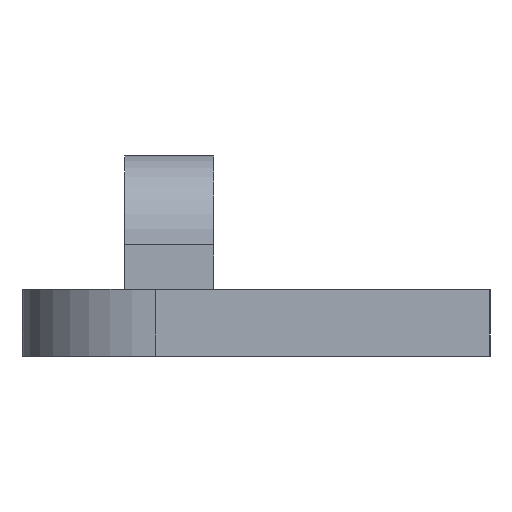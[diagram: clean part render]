
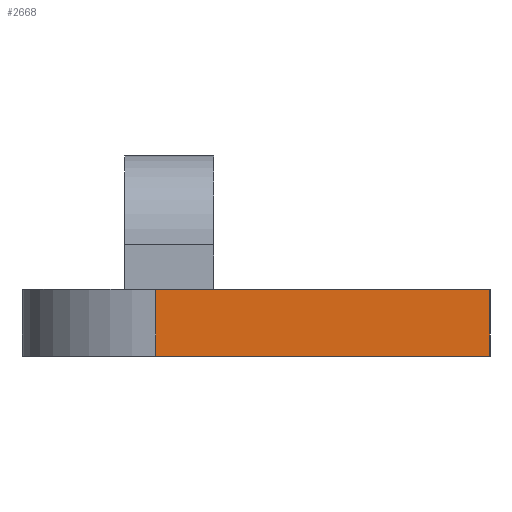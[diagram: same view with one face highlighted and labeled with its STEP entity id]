
A CAD part, left-side view. The second image highlights one B-rep face of the part: STEP entity #2668.
In plain terms, the highlighted planar face has unit normal (-1, 0, 0).
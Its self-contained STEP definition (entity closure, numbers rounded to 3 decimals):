
#73 = PLANE('',#74);
#74 = AXIS2_PLACEMENT_3D('',#75,#76,#77);
#75 = CARTESIAN_POINT('',(0.,22.524,27.));
#76 = DIRECTION('',(0.,0.,1.));
#77 = DIRECTION('',(0.,1.,0.));
#128 = PLANE('',#129);
#129 = AXIS2_PLACEMENT_3D('',#130,#131,#132);
#130 = CARTESIAN_POINT('',(0.,22.524,24.));
#131 = DIRECTION('',(0.,0.,-1.));
#132 = DIRECTION('',(0.,-1.,0.));
#623 = VERTEX_POINT('',#624);
#624 = CARTESIAN_POINT('',(-99.,6.6,24.));
#638 = PLANE('',#639);
#639 = AXIS2_PLACEMENT_3D('',#640,#641,#642);
#640 = CARTESIAN_POINT('',(-96.5,6.6,24.));
#641 = DIRECTION('',(0.,-1.,0.));
#642 = DIRECTION('',(-1.,0.,0.));
#650 = EDGE_CURVE('',#623,#651,#653,.T.);
#651 = VERTEX_POINT('',#652);
#652 = CARTESIAN_POINT('',(-99.,21.6,24.));
#653 = SURFACE_CURVE('',#654,(#658,#665),.PCURVE_S1.);
#654 = LINE('',#655,#656);
#655 = CARTESIAN_POINT('',(-99.,6.6,24.));
#656 = VECTOR('',#657,1.);
#657 = DIRECTION('',(0.,1.,0.));
#658 = PCURVE('',#128,#659);
#659 = DEFINITIONAL_REPRESENTATION('',(#660),#664);
#660 = LINE('',#661,#662);
#661 = CARTESIAN_POINT('',(15.924,99.));
#662 = VECTOR('',#663,1.);
#663 = DIRECTION('',(-1.,0.));
#664 = ( GEOMETRIC_REPRESENTATION_CONTEXT(2) 
PARAMETRIC_REPRESENTATION_CONTEXT() REPRESENTATION_CONTEXT('2D SPACE',''
  ) );
#665 = PCURVE('',#666,#671);
#666 = PLANE('',#667);
#667 = AXIS2_PLACEMENT_3D('',#668,#669,#670);
#668 = CARTESIAN_POINT('',(-99.,6.6,24.));
#669 = DIRECTION('',(-1.,0.,0.));
#670 = DIRECTION('',(0.,1.,0.));
#671 = DEFINITIONAL_REPRESENTATION('',(#672),#676);
#672 = LINE('',#673,#674);
#673 = CARTESIAN_POINT('',(0.,0.));
#674 = VECTOR('',#675,1.);
#675 = DIRECTION('',(1.,0.));
#676 = ( GEOMETRIC_REPRESENTATION_CONTEXT(2) 
PARAMETRIC_REPRESENTATION_CONTEXT() REPRESENTATION_CONTEXT('2D SPACE',''
  ) );
#699 = CYLINDRICAL_SURFACE('',#700,6.);
#700 = AXIS2_PLACEMENT_3D('',#701,#702,#703);
#701 = CARTESIAN_POINT('',(-93.,21.6,24.));
#702 = DIRECTION('',(-0.,-0.,-1.));
#703 = DIRECTION('',(1.,0.,0.));
#1377 = VERTEX_POINT('',#1378);
#1378 = CARTESIAN_POINT('',(-99.,6.6,27.));
#1657 = VERTEX_POINT('',#1658);
#1658 = CARTESIAN_POINT('',(-99.,21.6,27.));
#1680 = EDGE_CURVE('',#1377,#1657,#1681,.T.);
#1681 = SURFACE_CURVE('',#1682,(#1686,#1693),.PCURVE_S1.);
#1682 = LINE('',#1683,#1684);
#1683 = CARTESIAN_POINT('',(-99.,6.6,27.));
#1684 = VECTOR('',#1685,1.);
#1685 = DIRECTION('',(0.,1.,0.));
#1686 = PCURVE('',#73,#1687);
#1687 = DEFINITIONAL_REPRESENTATION('',(#1688),#1692);
#1688 = LINE('',#1689,#1690);
#1689 = CARTESIAN_POINT('',(-15.924,99.));
#1690 = VECTOR('',#1691,1.);
#1691 = DIRECTION('',(1.,0.));
#1692 = ( GEOMETRIC_REPRESENTATION_CONTEXT(2) 
PARAMETRIC_REPRESENTATION_CONTEXT() REPRESENTATION_CONTEXT('2D SPACE',''
  ) );
#1693 = PCURVE('',#666,#1694);
#1694 = DEFINITIONAL_REPRESENTATION('',(#1695),#1699);
#1695 = LINE('',#1696,#1697);
#1696 = CARTESIAN_POINT('',(0.,-3.));
#1697 = VECTOR('',#1698,1.);
#1698 = DIRECTION('',(1.,0.));
#1699 = ( GEOMETRIC_REPRESENTATION_CONTEXT(2) 
PARAMETRIC_REPRESENTATION_CONTEXT() REPRESENTATION_CONTEXT('2D SPACE',''
  ) );
#2647 = EDGE_CURVE('',#623,#1377,#2648,.T.);
#2648 = SURFACE_CURVE('',#2649,(#2653,#2660),.PCURVE_S1.);
#2649 = LINE('',#2650,#2651);
#2650 = CARTESIAN_POINT('',(-99.,6.6,24.));
#2651 = VECTOR('',#2652,1.);
#2652 = DIRECTION('',(0.,0.,1.));
#2653 = PCURVE('',#638,#2654);
#2654 = DEFINITIONAL_REPRESENTATION('',(#2655),#2659);
#2655 = LINE('',#2656,#2657);
#2656 = CARTESIAN_POINT('',(2.5,0.));
#2657 = VECTOR('',#2658,1.);
#2658 = DIRECTION('',(0.,-1.));
#2659 = ( GEOMETRIC_REPRESENTATION_CONTEXT(2) 
PARAMETRIC_REPRESENTATION_CONTEXT() REPRESENTATION_CONTEXT('2D SPACE',''
  ) );
#2660 = PCURVE('',#666,#2661);
#2661 = DEFINITIONAL_REPRESENTATION('',(#2662),#2666);
#2662 = LINE('',#2663,#2664);
#2663 = CARTESIAN_POINT('',(0.,0.));
#2664 = VECTOR('',#2665,1.);
#2665 = DIRECTION('',(0.,-1.));
#2666 = ( GEOMETRIC_REPRESENTATION_CONTEXT(2) 
PARAMETRIC_REPRESENTATION_CONTEXT() REPRESENTATION_CONTEXT('2D SPACE',''
  ) );
#2668 = ADVANCED_FACE('',(#2669),#666,.T.);
#2669 = FACE_BOUND('',#2670,.T.);
#2670 = EDGE_LOOP('',(#2671,#2672,#2673,#2694));
#2671 = ORIENTED_EDGE('',*,*,#2647,.T.);
#2672 = ORIENTED_EDGE('',*,*,#1680,.T.);
#2673 = ORIENTED_EDGE('',*,*,#2674,.F.);
#2674 = EDGE_CURVE('',#651,#1657,#2675,.T.);
#2675 = SURFACE_CURVE('',#2676,(#2680,#2687),.PCURVE_S1.);
#2676 = LINE('',#2677,#2678);
#2677 = CARTESIAN_POINT('',(-99.,21.6,24.));
#2678 = VECTOR('',#2679,1.);
#2679 = DIRECTION('',(0.,0.,1.));
#2680 = PCURVE('',#666,#2681);
#2681 = DEFINITIONAL_REPRESENTATION('',(#2682),#2686);
#2682 = LINE('',#2683,#2684);
#2683 = CARTESIAN_POINT('',(15.,0.));
#2684 = VECTOR('',#2685,1.);
#2685 = DIRECTION('',(0.,-1.));
#2686 = ( GEOMETRIC_REPRESENTATION_CONTEXT(2) 
PARAMETRIC_REPRESENTATION_CONTEXT() REPRESENTATION_CONTEXT('2D SPACE',''
  ) );
#2687 = PCURVE('',#699,#2688);
#2688 = DEFINITIONAL_REPRESENTATION('',(#2689),#2693);
#2689 = LINE('',#2690,#2691);
#2690 = CARTESIAN_POINT('',(-3.142,0.));
#2691 = VECTOR('',#2692,1.);
#2692 = DIRECTION('',(-0.,-1.));
#2693 = ( GEOMETRIC_REPRESENTATION_CONTEXT(2) 
PARAMETRIC_REPRESENTATION_CONTEXT() REPRESENTATION_CONTEXT('2D SPACE',''
  ) );
#2694 = ORIENTED_EDGE('',*,*,#650,.F.);
